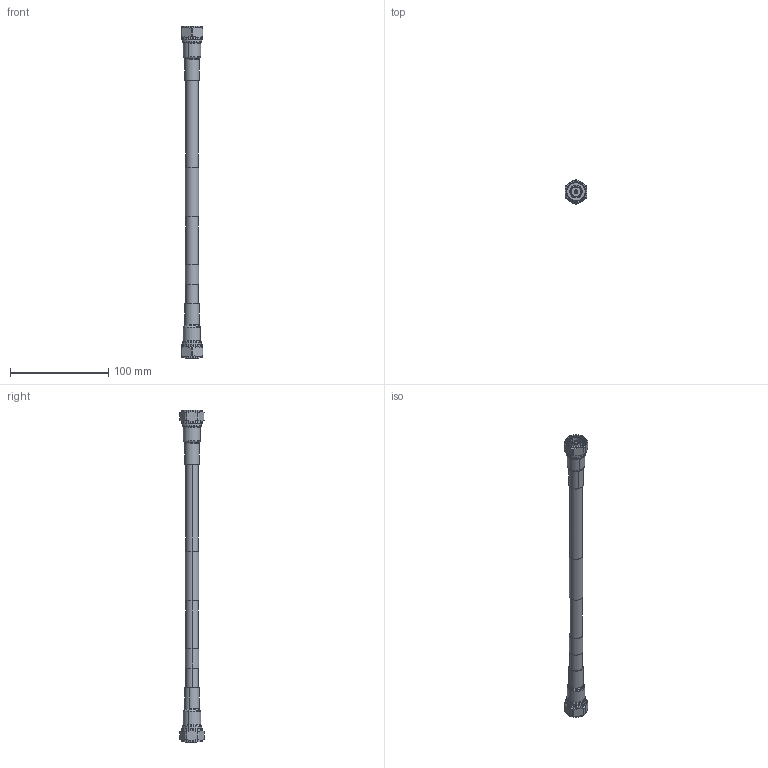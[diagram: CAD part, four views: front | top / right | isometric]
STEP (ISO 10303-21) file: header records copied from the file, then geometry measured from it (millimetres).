
FILE_DESCRIPTION (( 'STEP AP214' ), '1' );
FILE_NAME ('FMCA2033_3D.step', '2025-07-24T19:23:32', ( '' ), ( '' ), 'SwSTEP 2.0', 'SolidWorks 2022', '' );
FILE_SCHEMA (( 'AUTOMOTIVE_DESIGN' ));
Length unit declared in the file: inch
Products named in the file (4): SPP-500-LLPL_W_LABEL & PIM; FMCA2033_3D; HeatShrink_CA-500_4; TC-500-4310M-LP
Assembly tree (5 placements, depth 2):
  FMCA2033_3D
    SPP-500-LLPL_W_LABEL & PIM
    HeatShrink_CA-500_4  x2
    TC-500-4310M-LP  x2
Bounding box: 22 x 24.49 x 338.27 mm (x, y, z)
Volume: 51961.2 mm3; surface area: 32411.7 mm2
Topology: 11 solids, 11 shells, 306 faces, 666 edges, 406 vertices
Faces by surface type: cylinder 142, cone 66, plane 60, torus 32, bspline 6
Entity records: 6064 total; most frequent: CARTESIAN_POINT 2235, DIRECTION 799, ORIENTED_EDGE 696, EDGE_CURVE 348, AXIS2_PLACEMENT_3D 342, VERTEX_POINT 213, EDGE_LOOP 179, CIRCLE 176
